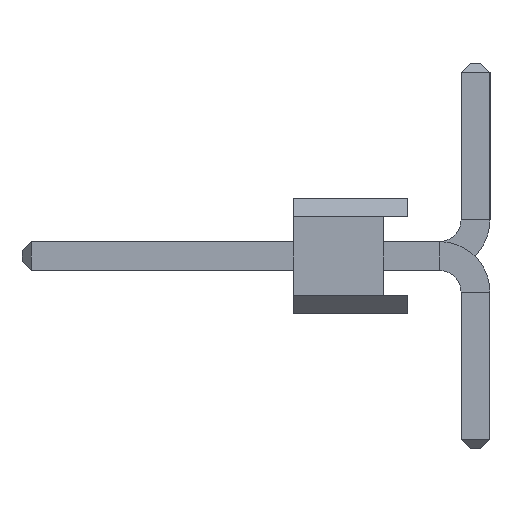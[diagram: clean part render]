
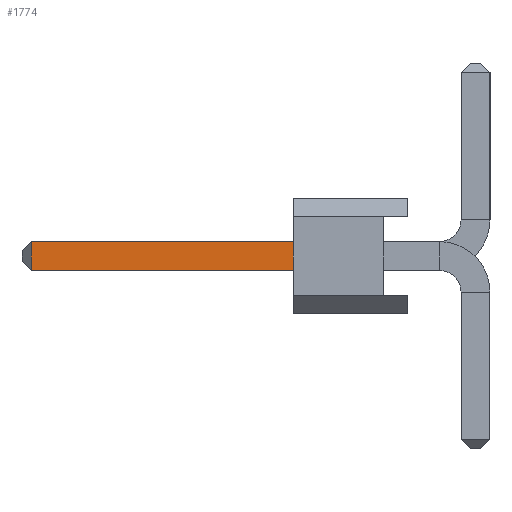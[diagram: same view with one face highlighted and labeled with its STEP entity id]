
A CAD part, left-side view. The second image highlights one B-rep face of the part: STEP entity #1774.
In plain terms, the highlighted planar face has unit normal (-1, 0, 0).
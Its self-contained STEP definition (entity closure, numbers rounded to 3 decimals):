
#41 = DIRECTION ( 'NONE',  ( -1., 0., 0. ) ) ;
#135 = PLANE ( 'NONE',  #515 ) ;
#192 = CARTESIAN_POINT ( 'NONE',  ( -0.32, 2.54, 0.32 ) ) ;
#198 = EDGE_CURVE ( 'NONE', #1707, #1967, #1826, .T. ) ;
#209 = CARTESIAN_POINT ( 'NONE',  ( -0.32, 2.54, -0.32 ) ) ;
#219 = VECTOR ( 'NONE', #773, 1000. ) ;
#400 = LINE ( 'NONE', #457, #1450 ) ;
#417 = LINE ( 'NONE', #1198, #588 ) ;
#457 = CARTESIAN_POINT ( 'NONE',  ( -0.32, -0.7, -0.32 ) ) ;
#515 = AXIS2_PLACEMENT_3D ( 'NONE', #825, #41, #1300 ) ;
#561 = ORIENTED_EDGE ( 'NONE', *, *, #198, .T. ) ;
#588 = VECTOR ( 'NONE', #601, 1000. ) ;
#601 = DIRECTION ( 'NONE',  ( 0., 0., -1. ) ) ;
#663 = VECTOR ( 'NONE', #1765, 1000. ) ;
#688 = FACE_OUTER_BOUND ( 'NONE', #1641, .T. ) ;
#697 = CARTESIAN_POINT ( 'NONE',  ( -0.32, 8.34, -0.32 ) ) ;
#773 = DIRECTION ( 'NONE',  ( 0., 1., 0. ) ) ;
#774 = EDGE_CURVE ( 'NONE', #1868, #1967, #400, .T. ) ;
#799 = EDGE_CURVE ( 'NONE', #1135, #1707, #1983, .T. ) ;
#812 = ORIENTED_EDGE ( 'NONE', *, *, #774, .F. ) ;
#825 = CARTESIAN_POINT ( 'NONE',  ( -0.32, -0.7, -0.32 ) ) ;
#935 = CARTESIAN_POINT ( 'NONE',  ( -0.32, -0.7, 0.32 ) ) ;
#1073 = DIRECTION ( 'NONE',  ( 0., 1., 0. ) ) ;
#1098 = CARTESIAN_POINT ( 'NONE',  ( -0.32, 8.34, -0.32 ) ) ;
#1135 = VERTEX_POINT ( 'NONE', #192 ) ;
#1198 = CARTESIAN_POINT ( 'NONE',  ( -0.32, 2.54, 0. ) ) ;
#1300 = DIRECTION ( 'NONE',  ( 0., 0., 1. ) ) ;
#1450 = VECTOR ( 'NONE', #1073, 1000. ) ;
#1493 = EDGE_CURVE ( 'NONE', #1135, #1868, #417, .T. ) ;
#1513 = ORIENTED_EDGE ( 'NONE', *, *, #1493, .F. ) ;
#1546 = CARTESIAN_POINT ( 'NONE',  ( -0.32, 8.34, 0.32 ) ) ;
#1641 = EDGE_LOOP ( 'NONE', ( #1651, #561, #812, #1513 ) ) ;
#1651 = ORIENTED_EDGE ( 'NONE', *, *, #799, .T. ) ;
#1707 = VERTEX_POINT ( 'NONE', #1546 ) ;
#1765 = DIRECTION ( 'NONE',  ( 0., 0., -1. ) ) ;
#1774 = ADVANCED_FACE ( 'NONE', ( #688 ), #135, .T. ) ;
#1826 = LINE ( 'NONE', #697, #663 ) ;
#1868 = VERTEX_POINT ( 'NONE', #209 ) ;
#1967 = VERTEX_POINT ( 'NONE', #1098 ) ;
#1983 = LINE ( 'NONE', #935, #219 ) ;
